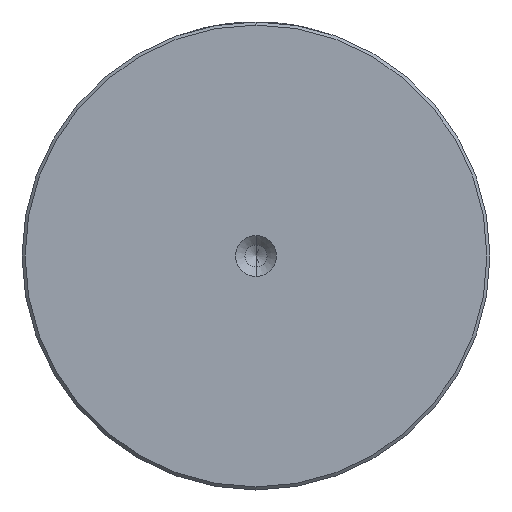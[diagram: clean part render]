
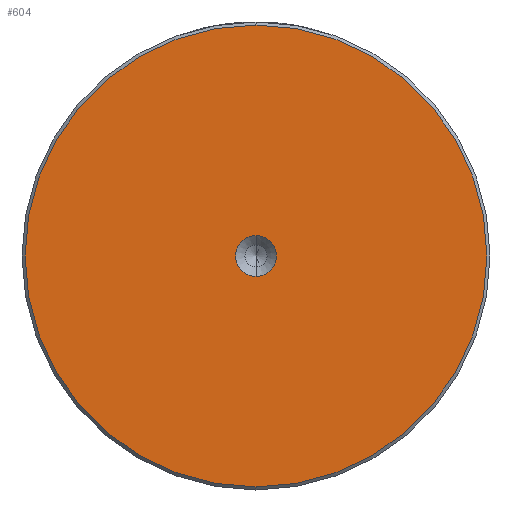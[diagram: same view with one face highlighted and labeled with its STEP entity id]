
A CAD part, left-side view. The second image highlights one B-rep face of the part: STEP entity #604.
In plain terms, the highlighted planar face has unit normal (-1, 0, 0).
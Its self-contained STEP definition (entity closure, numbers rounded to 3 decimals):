
#11 = AXIS2_PLACEMENT_3D ( 'NONE', #178, #433, #2105 ) ;
#38 = DIRECTION ( 'NONE',  ( -1., 0., 0. ) ) ;
#162 = CARTESIAN_POINT ( 'NONE',  ( 0., 0., -37.5 ) ) ;
#178 = CARTESIAN_POINT ( 'NONE',  ( 0., 0., 0. ) ) ;
#294 = CARTESIAN_POINT ( 'NONE',  ( 0., 0., 0. ) ) ;
#302 = EDGE_CURVE ( 'NONE', #3022, #1135, #746, .T. ) ;
#433 = DIRECTION ( 'NONE',  ( -1., 0., 0. ) ) ;
#540 = DIRECTION ( 'NONE',  ( 0., 0., 1. ) ) ;
#574 = CARTESIAN_POINT ( 'NONE',  ( 0., 0., 0. ) ) ;
#592 = EDGE_LOOP ( 'NONE', ( #2812, #774 ) ) ;
#604 = ADVANCED_FACE ( 'NONE', ( #3074, #1337 ), #1127, .T. ) ;
#717 = EDGE_LOOP ( 'NONE', ( #1640, #1608 ) ) ;
#746 = CIRCLE ( 'NONE', #2531, 37.5 ) ;
#759 = CIRCLE ( 'NONE', #2451, 3.3 ) ;
#774 = ORIENTED_EDGE ( 'NONE', *, *, #1910, .F. ) ;
#775 = DIRECTION ( 'NONE',  ( -1., 0., 0. ) ) ;
#812 = DIRECTION ( 'NONE',  ( 0., 0., 1. ) ) ;
#1040 = CARTESIAN_POINT ( 'NONE',  ( 0., 0., 3.3 ) ) ;
#1127 = PLANE ( 'NONE',  #11 ) ;
#1131 = CIRCLE ( 'NONE', #2836, 37.5 ) ;
#1135 = VERTEX_POINT ( 'NONE', #1895 ) ;
#1337 = FACE_BOUND ( 'NONE', #592, .T. ) ;
#1402 = VERTEX_POINT ( 'NONE', #2512 ) ;
#1480 = CARTESIAN_POINT ( 'NONE',  ( 0., 0., 0. ) ) ;
#1603 = EDGE_CURVE ( 'NONE', #2026, #1402, #3051, .T. ) ;
#1608 = ORIENTED_EDGE ( 'NONE', *, *, #2815, .T. ) ;
#1640 = ORIENTED_EDGE ( 'NONE', *, *, #302, .T. ) ;
#1715 = DIRECTION ( 'NONE',  ( 0., 0., 1. ) ) ;
#1895 = CARTESIAN_POINT ( 'NONE',  ( 0., 0., 37.5 ) ) ;
#1910 = EDGE_CURVE ( 'NONE', #1402, #2026, #759, .T. ) ;
#1980 = DIRECTION ( 'NONE',  ( -1., 0., 0. ) ) ;
#2026 = VERTEX_POINT ( 'NONE', #1040 ) ;
#2105 = DIRECTION ( 'NONE',  ( 0., 0., 1. ) ) ;
#2202 = CARTESIAN_POINT ( 'NONE',  ( 0., 0., 0. ) ) ;
#2238 = DIRECTION ( 'NONE',  ( -1., 0., 0. ) ) ;
#2436 = DIRECTION ( 'NONE',  ( 0., 0., 1. ) ) ;
#2451 = AXIS2_PLACEMENT_3D ( 'NONE', #1480, #38, #1715 ) ;
#2512 = CARTESIAN_POINT ( 'NONE',  ( 0., 0., -3.3 ) ) ;
#2531 = AXIS2_PLACEMENT_3D ( 'NONE', #294, #1980, #540 ) ;
#2812 = ORIENTED_EDGE ( 'NONE', *, *, #1603, .F. ) ;
#2815 = EDGE_CURVE ( 'NONE', #1135, #3022, #1131, .T. ) ;
#2836 = AXIS2_PLACEMENT_3D ( 'NONE', #574, #2238, #812 ) ;
#2888 = AXIS2_PLACEMENT_3D ( 'NONE', #2202, #775, #2436 ) ;
#3022 = VERTEX_POINT ( 'NONE', #162 ) ;
#3051 = CIRCLE ( 'NONE', #2888, 3.3 ) ;
#3074 = FACE_OUTER_BOUND ( 'NONE', #717, .T. ) ;
